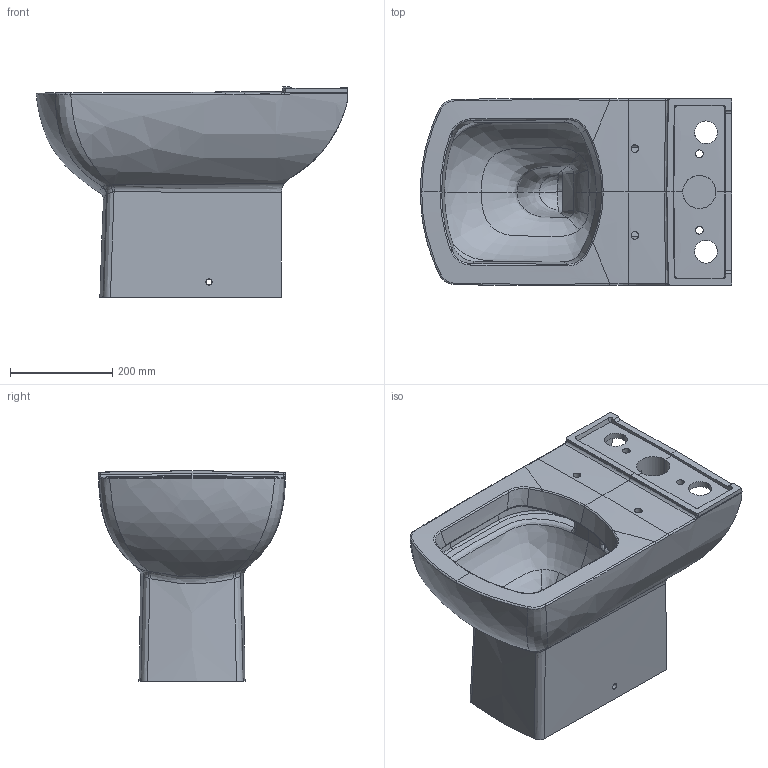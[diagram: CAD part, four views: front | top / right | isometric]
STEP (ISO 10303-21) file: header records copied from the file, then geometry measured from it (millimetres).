
FILE_DESCRIPTION (( 'STEP AP214' ), '1' );
FILE_NAME ('60635_STEP_V10419.STEP', '2021-04-09T16:04:18', ( '' ), ( '' ), 'SwSTEP 2.0', 'SolidWorks 2019', '' );
FILE_SCHEMA (( 'AUTOMOTIVE_DESIGN' ));
Length unit declared in the file: millimetre
Products named in the file (1): 60635_STEP_V10419
Bounding box: 610.67 x 366.79 x 413 mm (x, y, z)
Volume: 12892793.7 mm3; surface area: 1702713.7 mm2
Topology: 1 solids, 1 shells, 346 faces, 918 edges, 567 vertices
Faces by surface type: bspline 227, cylinder 61, plane 38, cone 10, torus 6, sphere 4
Entity records: 45044 total; most frequent: CARTESIAN_POINT 38732, ORIENTED_EDGE 1820, EDGE_CURVE 910, B_SPLINE_CURVE_WITH_KNOTS 647, VERTEX_POINT 567, DIRECTION 507, EDGE_LOOP 367, FACE_OUTER_BOUND 346
